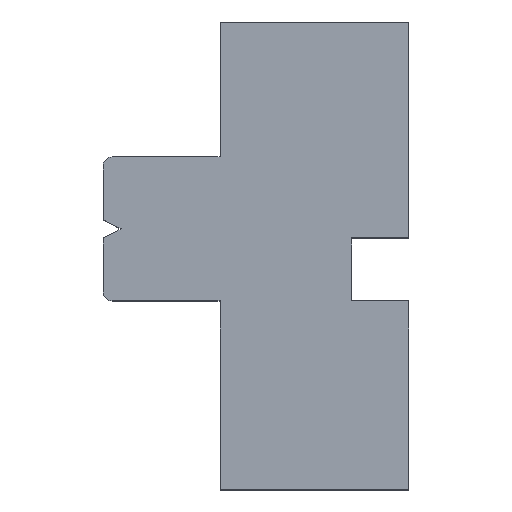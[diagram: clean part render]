
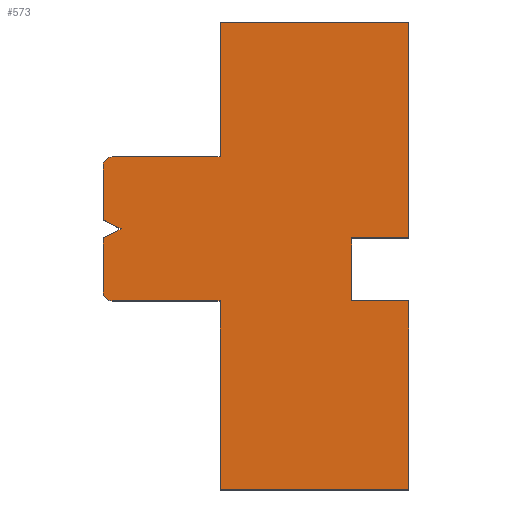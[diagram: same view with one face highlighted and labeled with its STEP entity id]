
A CAD part, top view. The second image highlights one B-rep face of the part: STEP entity #573.
In plain terms, the highlighted planar face has unit normal (0, 0, 1).
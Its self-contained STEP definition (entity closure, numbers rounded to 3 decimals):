
#24 = VERTEX_POINT('',#25);
#25 = CARTESIAN_POINT('',(-2.4,3.2,2.8));
#31 = EDGE_CURVE('',#24,#32,#34,.T.);
#32 = VERTEX_POINT('',#33);
#33 = CARTESIAN_POINT('',(0.,3.2,2.8));
#34 = LINE('',#35,#36);
#35 = CARTESIAN_POINT('',(-2.4,3.2,2.8));
#36 = VECTOR('',#37,1.);
#37 = DIRECTION('',(1.,0.,0.));
#62 = EDGE_CURVE('',#32,#63,#65,.T.);
#63 = VERTEX_POINT('',#64);
#64 = CARTESIAN_POINT('',(0.,6.2,2.8));
#65 = LINE('',#66,#67);
#66 = CARTESIAN_POINT('',(0.,3.2,2.8));
#67 = VECTOR('',#68,1.);
#68 = DIRECTION('',(0.,1.,0.));
#93 = EDGE_CURVE('',#63,#94,#96,.T.);
#94 = VERTEX_POINT('',#95);
#95 = CARTESIAN_POINT('',(4.2,6.2,2.8));
#96 = LINE('',#97,#98);
#97 = CARTESIAN_POINT('',(0.,6.2,2.8));
#98 = VECTOR('',#99,1.);
#99 = DIRECTION('',(1.,0.,0.));
#124 = EDGE_CURVE('',#94,#125,#127,.T.);
#125 = VERTEX_POINT('',#126);
#126 = CARTESIAN_POINT('',(4.2,1.4,2.8));
#127 = LINE('',#128,#129);
#128 = CARTESIAN_POINT('',(4.2,6.2,2.8));
#129 = VECTOR('',#130,1.);
#130 = DIRECTION('',(0.,-1.,0.));
#155 = EDGE_CURVE('',#125,#156,#158,.T.);
#156 = VERTEX_POINT('',#157);
#157 = CARTESIAN_POINT('',(2.93,1.4,2.8));
#158 = LINE('',#159,#160);
#159 = CARTESIAN_POINT('',(4.2,1.4,2.8));
#160 = VECTOR('',#161,1.);
#161 = DIRECTION('',(-1.,0.,0.));
#186 = EDGE_CURVE('',#156,#187,#189,.T.);
#187 = VERTEX_POINT('',#188);
#188 = CARTESIAN_POINT('',(2.93,0.,2.8));
#189 = LINE('',#190,#191);
#190 = CARTESIAN_POINT('',(2.93,1.4,2.8));
#191 = VECTOR('',#192,1.);
#192 = DIRECTION('',(0.,-1.,0.));
#217 = EDGE_CURVE('',#187,#218,#220,.T.);
#218 = VERTEX_POINT('',#219);
#219 = CARTESIAN_POINT('',(4.2,0.,2.8));
#220 = LINE('',#221,#222);
#221 = CARTESIAN_POINT('',(2.93,0.,2.8));
#222 = VECTOR('',#223,1.);
#223 = DIRECTION('',(1.,0.,0.));
#248 = EDGE_CURVE('',#218,#249,#251,.T.);
#249 = VERTEX_POINT('',#250);
#250 = CARTESIAN_POINT('',(4.2,-4.2,2.8));
#251 = LINE('',#252,#253);
#252 = CARTESIAN_POINT('',(4.2,0.,2.8));
#253 = VECTOR('',#254,1.);
#254 = DIRECTION('',(0.,-1.,0.));
#279 = EDGE_CURVE('',#249,#280,#282,.T.);
#280 = VERTEX_POINT('',#281);
#281 = CARTESIAN_POINT('',(0.,-4.2,2.8));
#282 = LINE('',#283,#284);
#283 = CARTESIAN_POINT('',(4.2,-4.2,2.8));
#284 = VECTOR('',#285,1.);
#285 = DIRECTION('',(-1.,0.,0.));
#310 = EDGE_CURVE('',#280,#311,#313,.T.);
#311 = VERTEX_POINT('',#312);
#312 = CARTESIAN_POINT('',(0.,0.,2.8));
#313 = LINE('',#314,#315);
#314 = CARTESIAN_POINT('',(0.,-4.2,2.8));
#315 = VECTOR('',#316,1.);
#316 = DIRECTION('',(0.,1.,0.));
#341 = EDGE_CURVE('',#311,#342,#344,.T.);
#342 = VERTEX_POINT('',#343);
#343 = CARTESIAN_POINT('',(-2.4,0.,2.8));
#344 = LINE('',#345,#346);
#345 = CARTESIAN_POINT('',(0.,0.,2.8));
#346 = VECTOR('',#347,1.);
#347 = DIRECTION('',(-1.,0.,0.));
#374 = VERTEX_POINT('',#375);
#375 = CARTESIAN_POINT('',(-2.6,0.2,2.8));
#381 = EDGE_CURVE('',#374,#342,#382,.T.);
#382 = CIRCLE('',#383,0.2);
#383 = AXIS2_PLACEMENT_3D('',#384,#385,#386);
#384 = CARTESIAN_POINT('',(-2.4,0.2,2.8));
#385 = DIRECTION('',(0.,0.,1.));
#386 = DIRECTION('',(1.,0.,0.));
#405 = EDGE_CURVE('',#374,#406,#408,.T.);
#406 = VERTEX_POINT('',#407);
#407 = CARTESIAN_POINT('',(-2.6,1.4,2.8));
#408 = LINE('',#409,#410);
#409 = CARTESIAN_POINT('',(-2.6,0.2,2.8));
#410 = VECTOR('',#411,1.);
#411 = DIRECTION('',(0.,1.,0.));
#438 = VERTEX_POINT('',#439);
#439 = CARTESIAN_POINT('',(-2.2,1.6,2.8));
#445 = EDGE_CURVE('',#438,#406,#446,.T.);
#446 = LINE('',#447,#448);
#447 = CARTESIAN_POINT('',(-2.2,1.6,2.8));
#448 = VECTOR('',#449,1.);
#449 = DIRECTION('',(-0.894,-0.447,0.));
#469 = VERTEX_POINT('',#470);
#470 = CARTESIAN_POINT('',(-2.6,1.8,2.8));
#476 = EDGE_CURVE('',#469,#438,#477,.T.);
#477 = LINE('',#478,#479);
#478 = CARTESIAN_POINT('',(-2.6,1.8,2.8));
#479 = VECTOR('',#480,1.);
#480 = DIRECTION('',(0.894,-0.447,0.));
#498 = EDGE_CURVE('',#469,#499,#501,.T.);
#499 = VERTEX_POINT('',#500);
#500 = CARTESIAN_POINT('',(-2.6,3.,2.8));
#501 = LINE('',#502,#503);
#502 = CARTESIAN_POINT('',(-2.6,1.8,2.8));
#503 = VECTOR('',#504,1.);
#504 = DIRECTION('',(0.,1.,0.));
#529 = EDGE_CURVE('',#24,#499,#530,.T.);
#530 = CIRCLE('',#531,0.2);
#531 = AXIS2_PLACEMENT_3D('',#532,#533,#534);
#532 = CARTESIAN_POINT('',(-2.4,3.,2.8));
#533 = DIRECTION('',(0.,0.,1.));
#534 = DIRECTION('',(1.,0.,0.));
#573 = ADVANCED_FACE('',(#574),#593,.T.);
#574 = FACE_BOUND('',#575,.F.);
#575 = EDGE_LOOP('',(#576,#577,#578,#579,#580,#581,#582,#583,#584,#585,
    #586,#587,#588,#589,#590,#591,#592));
#576 = ORIENTED_EDGE('',*,*,#31,.T.);
#577 = ORIENTED_EDGE('',*,*,#62,.T.);
#578 = ORIENTED_EDGE('',*,*,#93,.T.);
#579 = ORIENTED_EDGE('',*,*,#124,.T.);
#580 = ORIENTED_EDGE('',*,*,#155,.T.);
#581 = ORIENTED_EDGE('',*,*,#186,.T.);
#582 = ORIENTED_EDGE('',*,*,#217,.T.);
#583 = ORIENTED_EDGE('',*,*,#248,.T.);
#584 = ORIENTED_EDGE('',*,*,#279,.T.);
#585 = ORIENTED_EDGE('',*,*,#310,.T.);
#586 = ORIENTED_EDGE('',*,*,#341,.T.);
#587 = ORIENTED_EDGE('',*,*,#381,.F.);
#588 = ORIENTED_EDGE('',*,*,#405,.T.);
#589 = ORIENTED_EDGE('',*,*,#445,.F.);
#590 = ORIENTED_EDGE('',*,*,#476,.F.);
#591 = ORIENTED_EDGE('',*,*,#498,.T.);
#592 = ORIENTED_EDGE('',*,*,#529,.F.);
#593 = PLANE('',#594);
#594 = AXIS2_PLACEMENT_3D('',#595,#596,#597);
#595 = CARTESIAN_POINT('',(1.419,1.068,2.8));
#596 = DIRECTION('',(0.,0.,1.));
#597 = DIRECTION('',(1.,0.,0.));
